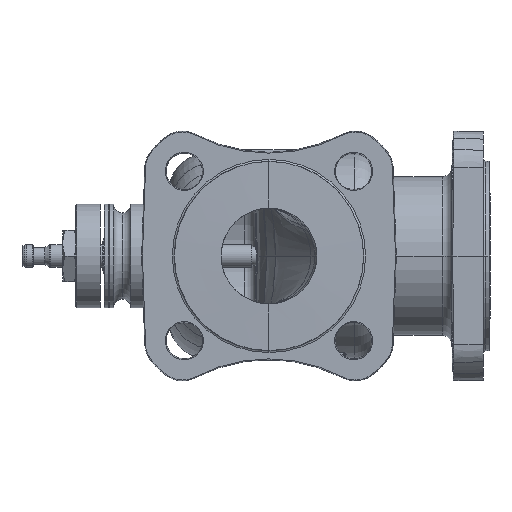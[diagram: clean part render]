
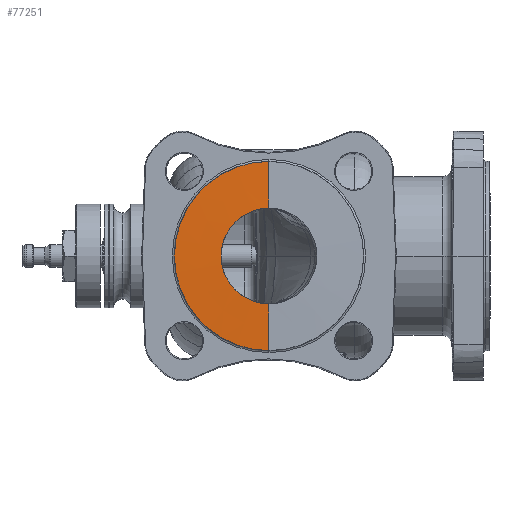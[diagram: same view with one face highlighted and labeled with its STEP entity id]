
A CAD part, left-side view. The second image highlights one B-rep face of the part: STEP entity #77251.
In plain terms, the highlighted conical face has half-angle 88.5 degrees and reference radius 37.198 mm.
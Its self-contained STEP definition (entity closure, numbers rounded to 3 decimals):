
#24138=DIRECTION('',(-0.026,0.,-1.));
#24139=VECTOR('',#24138,24.404);
#24140=CARTESIAN_POINT('',(-1074.998,0.,49.395));
#24141=LINE('',#24140,#24139);
#26068=CARTESIAN_POINT('',(-1075.637,0.,0.));
#26069=DIRECTION('',(1.,0.,0.));
#26070=DIRECTION('',(0.,0.,-1.));
#26071=AXIS2_PLACEMENT_3D('',#26068,#26069,#26070);
#26073=DIRECTION('',(-0.026,0.,1.));
#26074=VECTOR('',#26073,24.404);
#26075=CARTESIAN_POINT('',(-1074.998,0.,-49.395));
#26076=LINE('',#26075,#26074);
#26077=CARTESIAN_POINT('',(-1074.998,0.,0.));
#26078=DIRECTION('',(-1.,0.,0.));
#26079=DIRECTION('',(0.,0.,1.));
#26080=AXIS2_PLACEMENT_3D('',#26077,#26078,#26079);
#32928=CARTESIAN_POINT('',(-1075.637,0.,-25.));
#32929=CARTESIAN_POINT('',(-1075.637,0.,25.));
#32930=VERTEX_POINT('',#32928);
#32931=VERTEX_POINT('',#32929);
#32936=CARTESIAN_POINT('',(-1074.998,0.,49.395));
#32937=VERTEX_POINT('',#32936);
#32938=CARTESIAN_POINT('',(-1074.998,0.,-49.395));
#32939=VERTEX_POINT('',#32938);
#77240=CARTESIAN_POINT('',(-1075.318,0.,0.));
#77241=DIRECTION('',(1.,0.,0.));
#77242=DIRECTION('',(0.,0.,-1.));
#77243=AXIS2_PLACEMENT_3D('',#77240,#77241,#77242);
#77244=CONICAL_SURFACE('',#77243,37.198,88.5);
#77245=ORIENTED_EDGE('',*,*,#35077,.F.);
#77246=ORIENTED_EDGE('',*,*,#73510,.F.);
#77247=ORIENTED_EDGE('',*,*,#47262,.F.);
#77248=ORIENTED_EDGE('',*,*,#73507,.T.);
#77249=EDGE_LOOP('',(#77245,#77246,#77247,#77248));
#77250=FACE_OUTER_BOUND('',#77249,.F.);
#77251=ADVANCED_FACE('',(#77250),#77244,.T.);
#26072=CIRCLE('',#26071,25.);
#26081=CIRCLE('',#26080,49.395);
#35077=EDGE_CURVE('',#32930,#32931,#26072,.T.);
#47262=EDGE_CURVE('',#32937,#32939,#26081,.T.);
#73507=EDGE_CURVE('',#32937,#32931,#24141,.T.);
#73510=EDGE_CURVE('',#32939,#32930,#26076,.T.);
